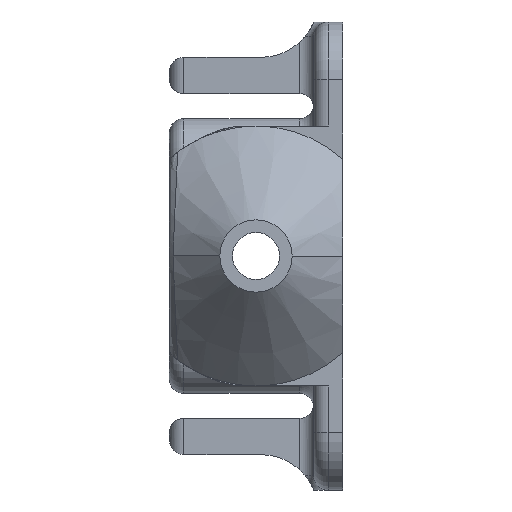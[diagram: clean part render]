
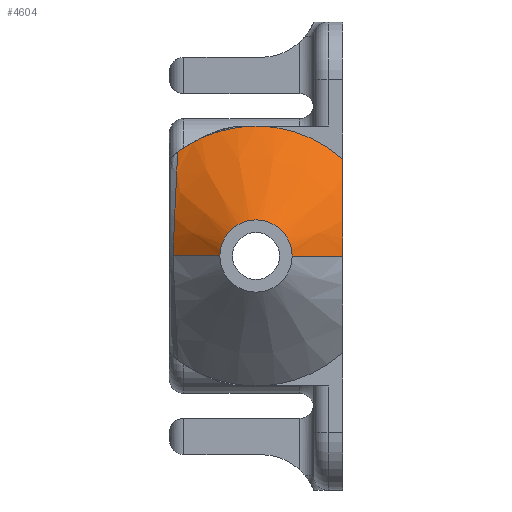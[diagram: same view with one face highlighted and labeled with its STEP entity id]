
A CAD part, left-side view. The second image highlights one B-rep face of the part: STEP entity #4604.
In plain terms, the highlighted conical face has half-angle 45 degrees and reference radius 2.5 mm.
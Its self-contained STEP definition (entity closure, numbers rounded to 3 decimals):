
#79 = CARTESIAN_POINT ( 'NONE',  ( -13.5, 9.763, 8.176 ) ) ;
#81 = DIRECTION ( 'NONE',  ( 0., -1., 0. ) ) ;
#197 = DIRECTION ( 'NONE',  ( -1., 0., 0. ) ) ;
#218 = LINE ( 'NONE', #4934, #2072 ) ;
#297 = DIRECTION ( 'NONE',  ( 0., 1., 0. ) ) ;
#321 = CARTESIAN_POINT ( 'NONE',  ( -14.909, 0., 4.667 ) ) ;
#332 = CARTESIAN_POINT ( 'NONE',  ( -15.785, 0., 3.026 ) ) ;
#473 = CIRCLE ( 'NONE', #5092, 9. ) ;
#558 = VERTEX_POINT ( 'NONE', #3482 ) ;
#560 = B_SPLINE_CURVE_WITH_KNOTS ( 'NONE', 3,
 ( #5167, #1855, #1509, #3917, #657, #2694, #1918, #3551, #4361, #3492 ),
 .UNSPECIFIED., .F., .F.,
 ( 4, 2, 2, 2, 4 ),
 ( 0., 0.002, 0.004, 0.006, 0.008 ),
 .UNSPECIFIED. ) ;
#657 = CARTESIAN_POINT ( 'NONE',  ( -15.415, 11.553, 4.429 ) ) ;
#702 = CARTESIAN_POINT ( 'NONE',  ( -20., 6., 0. ) ) ;
#777 = CARTESIAN_POINT ( 'NONE',  ( -16.5, 0., 0. ) ) ;
#874 = ORIENTED_EDGE ( 'NONE', *, *, #4561, .T. ) ;
#896 = VERTEX_POINT ( 'NONE', #79 ) ;
#1139 = CIRCLE ( 'NONE', #4363, 2.5 ) ;
#1157 = CARTESIAN_POINT ( 'NONE',  ( -16.309, 0., 1.551 ) ) ;
#1256 = VECTOR ( 'NONE', #1802, 1000. ) ;
#1314 = EDGE_CURVE ( 'NONE', #2208, #5332, #3574, .T. ) ;
#1328 = CARTESIAN_POINT ( 'NONE',  ( -20., 6., 0. ) ) ;
#1474 = DIRECTION ( 'NONE',  ( 0., -1., 0. ) ) ;
#1509 = CARTESIAN_POINT ( 'NONE',  ( -14.31, 11.471, 6.109 ) ) ;
#1565 = CARTESIAN_POINT ( 'NONE',  ( -16.5, 0., 0. ) ) ;
#1600 = EDGE_CURVE ( 'NONE', #2208, #4093, #1139, .T. ) ;
#1633 = AXIS2_PLACEMENT_3D ( 'NONE', #2901, #2443, #3255 ) ;
#1703 = ORIENTED_EDGE ( 'NONE', *, *, #1314, .T. ) ;
#1730 = DIRECTION ( 'NONE',  ( -1., 0., 0. ) ) ;
#1746 = CARTESIAN_POINT ( 'NONE',  ( -20., 3.5, 0. ) ) ;
#1781 = VERTEX_POINT ( 'NONE', #5172 ) ;
#1802 = DIRECTION ( 'NONE',  ( 0.707, -0.707, 0. ) ) ;
#1855 = CARTESIAN_POINT ( 'NONE',  ( -13.911, 11.447, 6.649 ) ) ;
#1908 = CARTESIAN_POINT ( 'NONE',  ( -20., 8.5, 0. ) ) ;
#1918 = CARTESIAN_POINT ( 'NONE',  ( -16.302, 11.643, 2.638 ) ) ;
#1954 = CARTESIAN_POINT ( 'NONE',  ( -16.475, 0., 0.63 ) ) ;
#2071 = EDGE_CURVE ( 'NONE', #896, #1781, #2713, .T. ) ;
#2072 = VECTOR ( 'NONE', #4897, 1000. ) ;
#2109 = EDGE_CURVE ( 'NONE', #4093, #3442, #218, .T. ) ;
#2208 = VERTEX_POINT ( 'NONE', #5016 ) ;
#2243 = CARTESIAN_POINT ( 'NONE',  ( -13.5, 6., 0. ) ) ;
#2247 = CIRCLE ( 'NONE', #3810, 9. ) ;
#2355 = CARTESIAN_POINT ( 'NONE',  ( -13.5, 0., 6.708 ) ) ;
#2443 = DIRECTION ( 'NONE',  ( -1., 0., 0. ) ) ;
#2694 = CARTESIAN_POINT ( 'NONE',  ( -16.034, 11.612, 3.249 ) ) ;
#2713 = CIRCLE ( 'NONE', #1633, 9. ) ;
#2729 = CARTESIAN_POINT ( 'NONE',  ( -13.5, 6., 9. ) ) ;
#2901 = CARTESIAN_POINT ( 'NONE',  ( -13.5, 6., 0. ) ) ;
#2962 = ORIENTED_EDGE ( 'NONE', *, *, #1600, .F. ) ;
#2986 = ORIENTED_EDGE ( 'NONE', *, *, #2071, .T. ) ;
#3059 = DIRECTION ( 'NONE',  ( 0., -1., 0. ) ) ;
#3076 = B_SPLINE_CURVE_WITH_KNOTS ( 'NONE', 3,
 ( #2355, #4462, #3210, #321, #4411, #3227, #332, #5249, #4065, #1157, #3176, #1954, #4480, #777 ),
 .UNSPECIFIED., .F., .F.,
 ( 4, 2, 2, 2, 2, 2, 4 ),
 ( 0.026, 0.028, 0.03, 0.031, 0.031, 0.032, 0.033 ),
 .UNSPECIFIED. ) ;
#3176 = CARTESIAN_POINT ( 'NONE',  ( -16.379, 0., 1.247 ) ) ;
#3210 = CARTESIAN_POINT ( 'NONE',  ( -14.231, 0., 5.704 ) ) ;
#3227 = CARTESIAN_POINT ( 'NONE',  ( -15.653, 0., 3.308 ) ) ;
#3255 = DIRECTION ( 'NONE',  ( 0., -1., 0. ) ) ;
#3442 = VERTEX_POINT ( 'NONE', #3510 ) ;
#3482 = CARTESIAN_POINT ( 'NONE',  ( -13.5, 0., 6.708 ) ) ;
#3492 = CARTESIAN_POINT ( 'NONE',  ( -16.793, 11.707, 0. ) ) ;
#3510 = CARTESIAN_POINT ( 'NONE',  ( -16.793, 11.707, 0. ) ) ;
#3551 = CARTESIAN_POINT ( 'NONE',  ( -16.686, 11.691, 1.34 ) ) ;
#3564 = DIRECTION ( 'NONE',  ( 1., 0., 0. ) ) ;
#3574 = LINE ( 'NONE', #1746, #1256 ) ;
#3627 = CONICAL_SURFACE ( 'NONE', #4264, 2.5, 0.785 ) ;
#3810 = AXIS2_PLACEMENT_3D ( 'NONE', #2243, #197, #3059 ) ;
#3869 = ORIENTED_EDGE ( 'NONE', *, *, #4236, .T. ) ;
#3917 = CARTESIAN_POINT ( 'NONE',  ( -15.063, 11.524, 4.997 ) ) ;
#4065 = CARTESIAN_POINT ( 'NONE',  ( -16.133, 0., 2.151 ) ) ;
#4093 = VERTEX_POINT ( 'NONE', #1908 ) ;
#4113 = VERTEX_POINT ( 'NONE', #2729 ) ;
#4236 = EDGE_CURVE ( 'NONE', #4113, #896, #2247, .T. ) ;
#4264 = AXIS2_PLACEMENT_3D ( 'NONE', #702, #3564, #297 ) ;
#4356 = ORIENTED_EDGE ( 'NONE', *, *, #5325, .F. ) ;
#4361 = CARTESIAN_POINT ( 'NONE',  ( -16.793, 11.707, 0.677 ) ) ;
#4363 = AXIS2_PLACEMENT_3D ( 'NONE', #1328, #1730, #81 ) ;
#4411 = CARTESIAN_POINT ( 'NONE',  ( -15.228, 0., 4.137 ) ) ;
#4462 = CARTESIAN_POINT ( 'NONE',  ( -13.872, 0., 6.21 ) ) ;
#4480 = CARTESIAN_POINT ( 'NONE',  ( -16.5, 0., 0.313 ) ) ;
#4531 = ORIENTED_EDGE ( 'NONE', *, *, #5226, .T. ) ;
#4540 = ORIENTED_EDGE ( 'NONE', *, *, #2109, .F. ) ;
#4561 = EDGE_CURVE ( 'NONE', #558, #4113, #473, .T. ) ;
#4582 = FACE_OUTER_BOUND ( 'NONE', #5255, .T. ) ;
#4604 = ADVANCED_FACE ( 'NONE', ( #4582 ), #3627, .T. ) ;
#4792 = DIRECTION ( 'NONE',  ( -1., 0., 0. ) ) ;
#4897 = DIRECTION ( 'NONE',  ( 0.707, 0.707, 0. ) ) ;
#4934 = CARTESIAN_POINT ( 'NONE',  ( -20., 8.5, 0. ) ) ;
#5016 = CARTESIAN_POINT ( 'NONE',  ( -20., 3.5, 0. ) ) ;
#5092 = AXIS2_PLACEMENT_3D ( 'NONE', #5222, #4792, #1474 ) ;
#5167 = CARTESIAN_POINT ( 'NONE',  ( -13.5, 11.426, 7.18 ) ) ;
#5172 = CARTESIAN_POINT ( 'NONE',  ( -13.5, 11.426, 7.18 ) ) ;
#5222 = CARTESIAN_POINT ( 'NONE',  ( -13.5, 6., 0. ) ) ;
#5226 = EDGE_CURVE ( 'NONE', #1781, #3442, #560, .T. ) ;
#5249 = CARTESIAN_POINT ( 'NONE',  ( -16.025, 0., 2.448 ) ) ;
#5255 = EDGE_LOOP ( 'NONE', ( #2962, #1703, #4356, #874, #3869, #2986, #4531, #4540 ) ) ;
#5325 = EDGE_CURVE ( 'NONE', #558, #5332, #3076, .T. ) ;
#5332 = VERTEX_POINT ( 'NONE', #1565 ) ;
